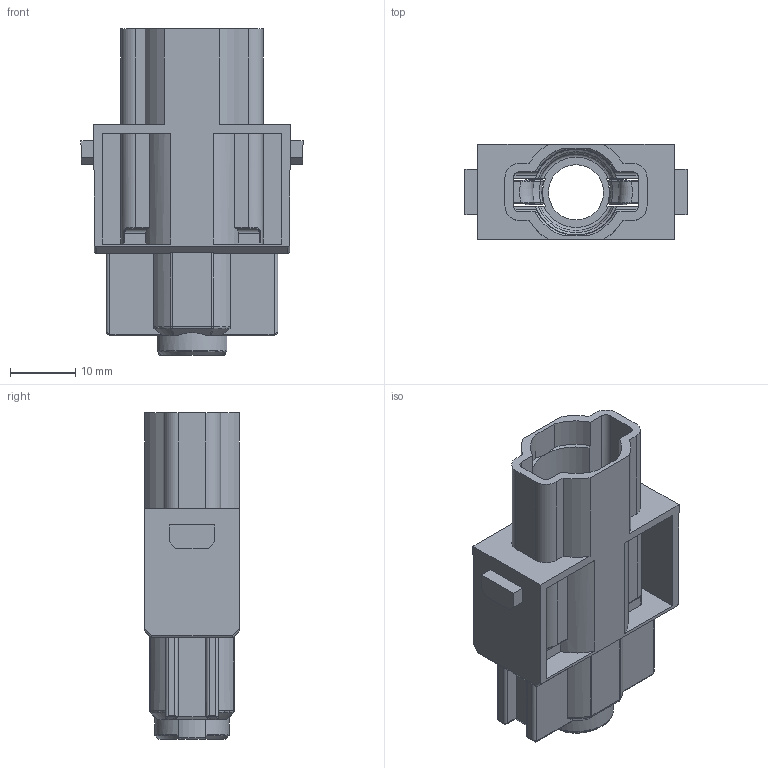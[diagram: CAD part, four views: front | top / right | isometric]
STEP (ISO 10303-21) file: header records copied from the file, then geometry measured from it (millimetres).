
FILE_DESCRIPTION(/* description */ (''),/* implementation_level */ '2;1');
FILE_NAME(/* name */ 'HMK-001-FC.stp',/* time_stamp */ '2023-02-08T23:36:16+08:00',/* author */ (''),/* organization */ (''),/* preprocessor_version */ 'ST-DEVELOPER v16',/* originating_system */ 'SIEMENS PLM Software NX 10.0',/* authorisation */ '');
FILE_SCHEMA (('AUTOMOTIVE_DESIGN { 1 0 10303 214 3 1 1 1 }'));
Length unit declared in the file: millimetre
Products named in the file (1): Admi0A2C26ACroac
Bounding box: 34.15 x 14.6 x 50.2 mm (x, y, z)
Volume: 5659.9 mm3; surface area: 8644.6 mm2
Topology: 1 solids, 1 shells, 334 faces, 900 edges, 573 vertices
Faces by surface type: plane 129, cylinder 111, bspline 48, torus 28, cone 14, sphere 4
Full cylindrical faces by diameter (mm): 8.5 x1
Entity records: 11704 total; most frequent: CARTESIAN_POINT 3561, ORIENTED_EDGE 1796, DIRECTION 1616, EDGE_CURVE 898, AXIS2_PLACEMENT_3D 587, VERTEX_POINT 572, LINE 442, VECTOR 442
